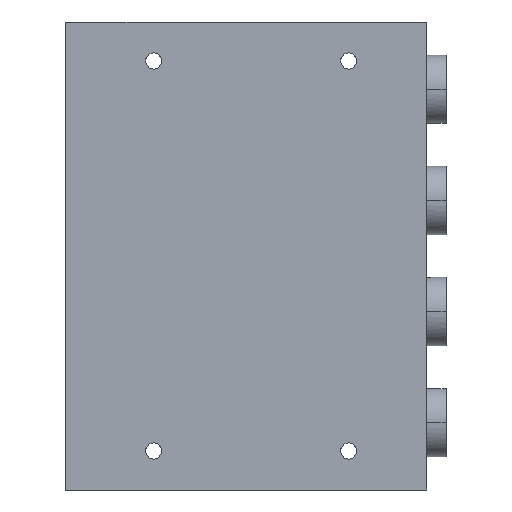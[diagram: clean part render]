
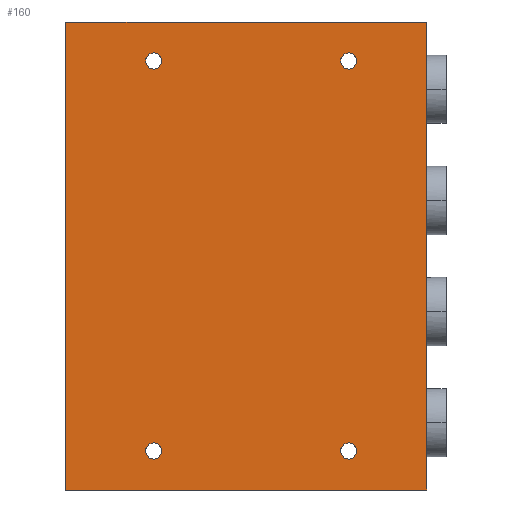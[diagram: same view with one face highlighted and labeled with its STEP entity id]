
A CAD part, front view. The second image highlights one B-rep face of the part: STEP entity #160.
In plain terms, the highlighted planar face has unit normal (0, -1, 0).
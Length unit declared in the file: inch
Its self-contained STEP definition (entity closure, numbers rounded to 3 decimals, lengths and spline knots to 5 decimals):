
#47=FACE_BOUND('',#498,.T.);
#48=FACE_BOUND('',#499,.T.);
#49=FACE_BOUND('',#500,.T.);
#50=FACE_BOUND('',#501,.T.);
#160=ADVANCED_FACE('',(#312,#47,#48,#49,#50),#2739,.T.);
#312=FACE_OUTER_BOUND('',#497,.T.);
#497=EDGE_LOOP('',(#1212,#1213,#1214,#1215));
#498=EDGE_LOOP('',(#1216,#1217));
#499=EDGE_LOOP('',(#1218,#1219));
#500=EDGE_LOOP('',(#1220,#1221));
#501=EDGE_LOOP('',(#1222,#1223));
#1212=ORIENTED_EDGE('',*,*,#1467,.T.);
#1213=ORIENTED_EDGE('',*,*,#1822,.F.);
#1214=ORIENTED_EDGE('',*,*,#1823,.F.);
#1215=ORIENTED_EDGE('',*,*,#1705,.F.);
#1216=ORIENTED_EDGE('',*,*,#1773,.T.);
#1217=ORIENTED_EDGE('',*,*,#1774,.T.);
#1218=ORIENTED_EDGE('',*,*,#1783,.T.);
#1219=ORIENTED_EDGE('',*,*,#1784,.T.);
#1220=ORIENTED_EDGE('',*,*,#1793,.T.);
#1221=ORIENTED_EDGE('',*,*,#1794,.T.);
#1222=ORIENTED_EDGE('',*,*,#1803,.T.);
#1223=ORIENTED_EDGE('',*,*,#1804,.T.);
#1467=EDGE_CURVE('',#2383,#2382,#1921,.T.);
#1705=EDGE_CURVE('',#2383,#2557,#2028,.T.);
#1773=EDGE_CURVE('',#2609,#2610,#2280,.T.);
#1774=EDGE_CURVE('',#2610,#2609,#2281,.T.);
#1783=EDGE_CURVE('',#2615,#2616,#2288,.T.);
#1784=EDGE_CURVE('',#2616,#2615,#2289,.T.);
#1793=EDGE_CURVE('',#2621,#2622,#2296,.T.);
#1794=EDGE_CURVE('',#2622,#2621,#2297,.T.);
#1803=EDGE_CURVE('',#2627,#2628,#2304,.T.);
#1804=EDGE_CURVE('',#2628,#2627,#2305,.T.);
#1822=EDGE_CURVE('',#2646,#2382,#2055,.T.);
#1823=EDGE_CURVE('',#2557,#2646,#2056,.T.);
#1921=B_SPLINE_CURVE_WITH_KNOTS('',1,(#6263,#6264),.UNSPECIFIED.,.F.,.F.,
(2,2),(-9.25,0.),.UNSPECIFIED.);
#2028=B_SPLINE_CURVE_WITH_KNOTS('',1,(#6906,#6907),.UNSPECIFIED.,.F.,.F.,
(2,2),(0.,12.),.UNSPECIFIED.);
#2055=B_SPLINE_CURVE_WITH_KNOTS('',1,(#7302,#7303),.UNSPECIFIED.,.F.,.F.,
(2,2),(0.,12.),.UNSPECIFIED.);
#2056=B_SPLINE_CURVE_WITH_KNOTS('',1,(#7304,#7305),.UNSPECIFIED.,.F.,.F.,
(2,2),(0.,9.25),.UNSPECIFIED.);
#2280=(
BOUNDED_CURVE()
B_SPLINE_CURVE(2,(#7110,#7111,#7112,#7113,#7114),.UNSPECIFIED.,.F.,.F.)
B_SPLINE_CURVE_WITH_KNOTS((3,2,3),(0.65188,0.97782,
1.30376),.UNSPECIFIED.)
CURVE()
GEOMETRIC_REPRESENTATION_ITEM()
RATIONAL_B_SPLINE_CURVE((1.,0.707,1.,0.707,1.))
REPRESENTATION_ITEM('')
);
#2281=(
BOUNDED_CURVE()
B_SPLINE_CURVE(2,(#7115,#7116,#7117,#7118,#7119),.UNSPECIFIED.,.F.,.F.)
B_SPLINE_CURVE_WITH_KNOTS((3,2,3),(0.,0.32594,0.65188),
 .UNSPECIFIED.)
CURVE()
GEOMETRIC_REPRESENTATION_ITEM()
RATIONAL_B_SPLINE_CURVE((1.,0.707,1.,0.707,1.))
REPRESENTATION_ITEM('')
);
#2288=(
BOUNDED_CURVE()
B_SPLINE_CURVE(2,(#7154,#7155,#7156,#7157,#7158),.UNSPECIFIED.,.F.,.F.)
B_SPLINE_CURVE_WITH_KNOTS((3,2,3),(0.65188,0.97782,
1.30376),.UNSPECIFIED.)
CURVE()
GEOMETRIC_REPRESENTATION_ITEM()
RATIONAL_B_SPLINE_CURVE((1.,0.707,1.,0.707,1.))
REPRESENTATION_ITEM('')
);
#2289=(
BOUNDED_CURVE()
B_SPLINE_CURVE(2,(#7159,#7160,#7161,#7162,#7163),.UNSPECIFIED.,.F.,.F.)
B_SPLINE_CURVE_WITH_KNOTS((3,2,3),(0.,0.32594,0.65188),
 .UNSPECIFIED.)
CURVE()
GEOMETRIC_REPRESENTATION_ITEM()
RATIONAL_B_SPLINE_CURVE((1.,0.707,1.,0.707,1.))
REPRESENTATION_ITEM('')
);
#2296=(
BOUNDED_CURVE()
B_SPLINE_CURVE(2,(#7198,#7199,#7200,#7201,#7202),.UNSPECIFIED.,.F.,.F.)
B_SPLINE_CURVE_WITH_KNOTS((3,2,3),(0.65188,0.97782,
1.30376),.UNSPECIFIED.)
CURVE()
GEOMETRIC_REPRESENTATION_ITEM()
RATIONAL_B_SPLINE_CURVE((1.,0.707,1.,0.707,1.))
REPRESENTATION_ITEM('')
);
#2297=(
BOUNDED_CURVE()
B_SPLINE_CURVE(2,(#7203,#7204,#7205,#7206,#7207),.UNSPECIFIED.,.F.,.F.)
B_SPLINE_CURVE_WITH_KNOTS((3,2,3),(0.,0.32594,0.65188),
 .UNSPECIFIED.)
CURVE()
GEOMETRIC_REPRESENTATION_ITEM()
RATIONAL_B_SPLINE_CURVE((1.,0.707,1.,0.707,1.))
REPRESENTATION_ITEM('')
);
#2304=(
BOUNDED_CURVE()
B_SPLINE_CURVE(2,(#7242,#7243,#7244,#7245,#7246),.UNSPECIFIED.,.F.,.F.)
B_SPLINE_CURVE_WITH_KNOTS((3,2,3),(0.65188,0.97782,
1.30376),.UNSPECIFIED.)
CURVE()
GEOMETRIC_REPRESENTATION_ITEM()
RATIONAL_B_SPLINE_CURVE((1.,0.707,1.,0.707,1.))
REPRESENTATION_ITEM('')
);
#2305=(
BOUNDED_CURVE()
B_SPLINE_CURVE(2,(#7247,#7248,#7249,#7250,#7251),.UNSPECIFIED.,.F.,.F.)
B_SPLINE_CURVE_WITH_KNOTS((3,2,3),(0.,0.32594,0.65188),
 .UNSPECIFIED.)
CURVE()
GEOMETRIC_REPRESENTATION_ITEM()
RATIONAL_B_SPLINE_CURVE((1.,0.707,1.,0.707,1.))
REPRESENTATION_ITEM('')
);
#2382=VERTEX_POINT('',#5931);
#2383=VERTEX_POINT('',#5932);
#2557=VERTEX_POINT('',#6106);
#2609=VERTEX_POINT('',#6158);
#2610=VERTEX_POINT('',#6159);
#2615=VERTEX_POINT('',#6164);
#2616=VERTEX_POINT('',#6165);
#2621=VERTEX_POINT('',#6170);
#2622=VERTEX_POINT('',#6171);
#2627=VERTEX_POINT('',#6176);
#2628=VERTEX_POINT('',#6177);
#2646=VERTEX_POINT('',#6195);
#2739=PLANE('',#2982);
#2982=AXIS2_PLACEMENT_3D('',#4729,#3032,$);
#3032=DIRECTION('',(0.,-1.,0.));
#4729=CARTESIAN_POINT('',(-0.92972,0.,-1.20472));
#5931=CARTESIAN_POINT('',(9.25,0.,0.));
#5932=CARTESIAN_POINT('',(0.,0.,0.));
#6106=CARTESIAN_POINT('',(0.,0.,12.));
#6158=CARTESIAN_POINT('',(7.4575,0.,1.));
#6159=CARTESIAN_POINT('',(7.0425,0.,1.));
#6164=CARTESIAN_POINT('',(2.4575,0.,11.));
#6165=CARTESIAN_POINT('',(2.0425,0.,11.));
#6170=CARTESIAN_POINT('',(2.4575,0.,1.));
#6171=CARTESIAN_POINT('',(2.0425,0.,1.));
#6176=CARTESIAN_POINT('',(7.4575,0.,11.));
#6177=CARTESIAN_POINT('',(7.0425,0.,11.));
#6195=CARTESIAN_POINT('',(9.25,0.,12.));
#6263=CARTESIAN_POINT('',(0.,0.,0.));
#6264=CARTESIAN_POINT('',(9.25,0.,0.));
#6906=CARTESIAN_POINT('',(0.,0.,0.));
#6907=CARTESIAN_POINT('',(0.,0.,12.));
#7110=CARTESIAN_POINT('',(7.4575,0.,1.));
#7111=CARTESIAN_POINT('',(7.4575,0.,0.7925));
#7112=CARTESIAN_POINT('',(7.25,0.,0.7925));
#7113=CARTESIAN_POINT('',(7.0425,0.,0.7925));
#7114=CARTESIAN_POINT('',(7.0425,0.,1.));
#7115=CARTESIAN_POINT('',(7.0425,0.,1.));
#7116=CARTESIAN_POINT('',(7.0425,0.,1.2075));
#7117=CARTESIAN_POINT('',(7.25,0.,1.2075));
#7118=CARTESIAN_POINT('',(7.4575,0.,1.2075));
#7119=CARTESIAN_POINT('',(7.4575,0.,1.));
#7154=CARTESIAN_POINT('',(2.4575,0.,11.));
#7155=CARTESIAN_POINT('',(2.4575,0.,10.7925));
#7156=CARTESIAN_POINT('',(2.25,0.,10.7925));
#7157=CARTESIAN_POINT('',(2.0425,0.,10.7925));
#7158=CARTESIAN_POINT('',(2.0425,0.,11.));
#7159=CARTESIAN_POINT('',(2.0425,0.,11.));
#7160=CARTESIAN_POINT('',(2.0425,0.,11.2075));
#7161=CARTESIAN_POINT('',(2.25,0.,11.2075));
#7162=CARTESIAN_POINT('',(2.4575,0.,11.2075));
#7163=CARTESIAN_POINT('',(2.4575,0.,11.));
#7198=CARTESIAN_POINT('',(2.4575,0.,1.));
#7199=CARTESIAN_POINT('',(2.4575,0.,0.7925));
#7200=CARTESIAN_POINT('',(2.25,0.,0.7925));
#7201=CARTESIAN_POINT('',(2.0425,0.,0.7925));
#7202=CARTESIAN_POINT('',(2.0425,0.,1.));
#7203=CARTESIAN_POINT('',(2.0425,0.,1.));
#7204=CARTESIAN_POINT('',(2.0425,0.,1.2075));
#7205=CARTESIAN_POINT('',(2.25,0.,1.2075));
#7206=CARTESIAN_POINT('',(2.4575,0.,1.2075));
#7207=CARTESIAN_POINT('',(2.4575,0.,1.));
#7242=CARTESIAN_POINT('',(7.4575,0.,11.));
#7243=CARTESIAN_POINT('',(7.4575,0.,10.7925));
#7244=CARTESIAN_POINT('',(7.25,0.,10.7925));
#7245=CARTESIAN_POINT('',(7.0425,0.,10.7925));
#7246=CARTESIAN_POINT('',(7.0425,0.,11.));
#7247=CARTESIAN_POINT('',(7.0425,0.,11.));
#7248=CARTESIAN_POINT('',(7.0425,0.,11.2075));
#7249=CARTESIAN_POINT('',(7.25,0.,11.2075));
#7250=CARTESIAN_POINT('',(7.4575,0.,11.2075));
#7251=CARTESIAN_POINT('',(7.4575,0.,11.));
#7302=CARTESIAN_POINT('',(9.25,0.,12.));
#7303=CARTESIAN_POINT('',(9.25,0.,0.));
#7304=CARTESIAN_POINT('',(0.,0.,12.));
#7305=CARTESIAN_POINT('',(9.25,0.,12.));
